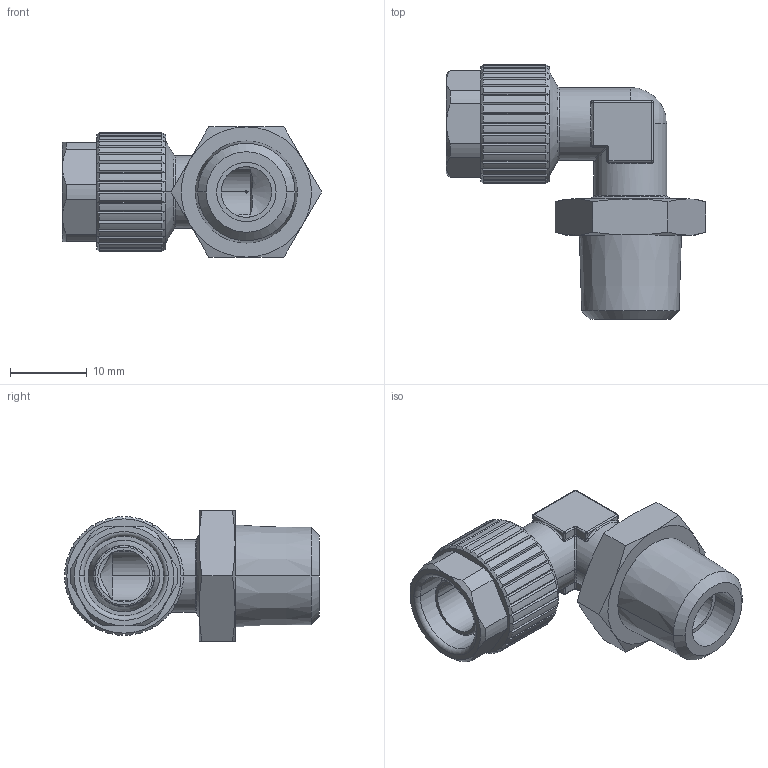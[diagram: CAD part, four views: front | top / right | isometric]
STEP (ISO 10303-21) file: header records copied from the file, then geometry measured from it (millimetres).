
FILE_DESCRIPTION(( 'CX.15.10.14.stp' ), '1');
FILE_NAME( 'CX.15.10.14.stp', '2018-08-24T14:34:42',( 'Sopra'),('sopra-pneumatic.com'), 'SwSTEP 2.0','SolidWorks 2009','' );
FILE_SCHEMA(('CONFIG_CONTROL_DESIGN'));
Length unit declared in the file: millimetre
Products named in the file (1): 361230B_130X4-10-8-1-4KFF
Bounding box: 33.81 x 33.25 x 17 mm (x, y, z)
Volume: 4229.9 mm3; surface area: 4163.2 mm2
Topology: 1 solids, 1 shells, 310 faces, 772 edges, 468 vertices
Faces by surface type: plane 111, cylinder 90, cone 48, torus 32, bspline 16, sphere 13
Entity records: 10635 total; most frequent: CARTESIAN_POINT 3582, ORIENTED_EDGE 1530, DIRECTION 1421, EDGE_CURVE 765, AXIS2_PLACEMENT_3D 589, VERTEX_POINT 468, EDGE_LOOP 315, FACE_OUTER_BOUND 306
